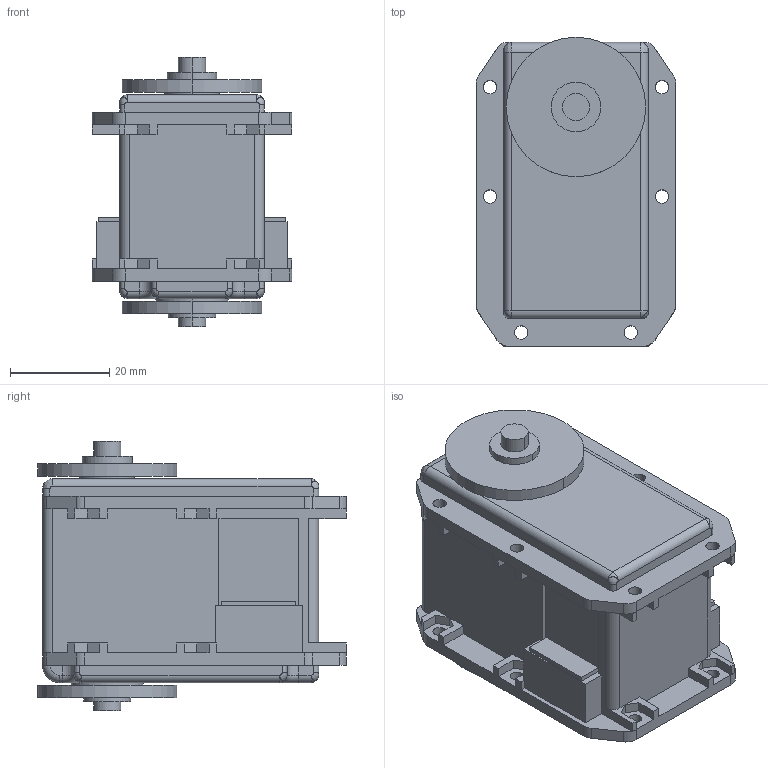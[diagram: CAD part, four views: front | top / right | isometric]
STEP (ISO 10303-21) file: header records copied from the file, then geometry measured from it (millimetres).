
FILE_DESCRIPTION((''),'2;1');
FILE_NAME('DC05_00A_DUMMY-H','2006-11-29T',('bono'),(''),'PRO/ENGINEER BY PARAMETRIC TECHNOLOGY CORPORATION, 2006170','PRO/ENGINEER BY PARAMETRIC TECHNOLOGY CORPORATION, 2006170','');
FILE_SCHEMA(('CONFIG_CONTROL_DESIGN'));
Length unit declared in the file: millimetre
Products named in the file (1): DC05_00A_DUMMY-H
Bounding box: 40.2 x 62.1 x 54.1 mm (x, y, z)
Volume: 73945.6 mm3; surface area: 16693.8 mm2
Topology: 1 solids, 1 shells, 328 faces, 866 edges, 552 vertices
Faces by surface type: plane 210, cylinder 94, bspline 10, sphere 8, torus 6
Entity records: 10544 total; most frequent: CARTESIAN_POINT 2256, ORIENTED_EDGE 1732, DIRECTION 1684, EDGE_CURVE 866, VECTOR 636, LINE 636, VERTEX_POINT 552, AXIS2_PLACEMENT_3D 524
